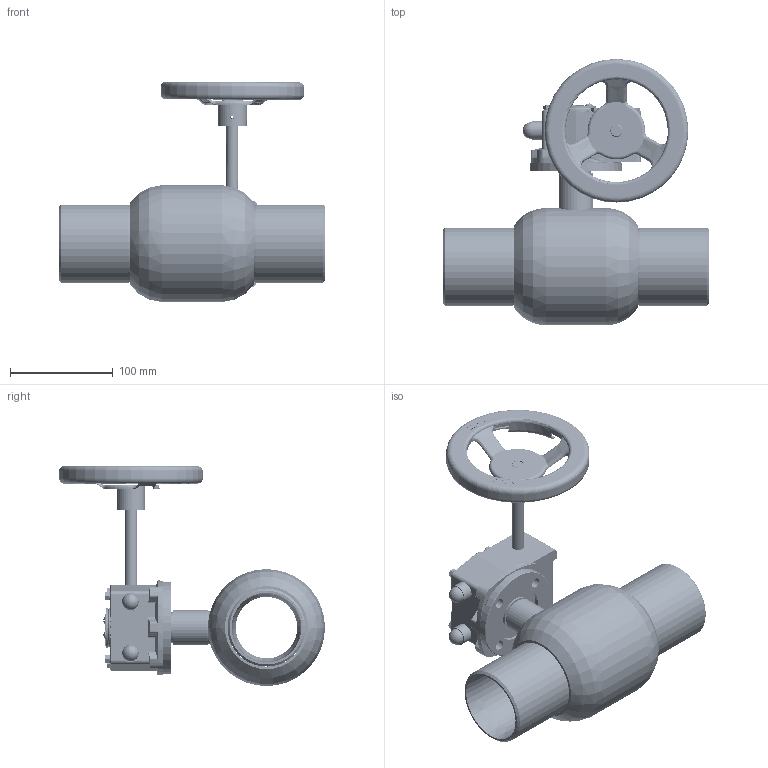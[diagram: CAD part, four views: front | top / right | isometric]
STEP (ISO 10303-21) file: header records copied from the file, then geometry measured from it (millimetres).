
FILE_DESCRIPTION (( 'STEP AP214' ), '1' );
FILE_NAME ('DN65涡轮球阀PN25.STEP', '2023-10-07T07:01:14', ( '' ), ( '' ), 'SwSTEP 2.0', 'SolidWorks 2019', '' );
FILE_SCHEMA (( 'AUTOMOTIVE_DESIGN' ));
Length unit declared in the file: millimetre
Products named in the file (25): 蝶簽.stp; DN65恦謫⑩概PN25; 蹟隊M4-8.stp; AXK1225.stp; 忒謫.stp; 源粣杶.stp; M07恦謫; 65Q61F16C-02; 源蝶輸.stp; 硌尨齪.stp; 65攫; 階M8-35.stp; 恘裝.stp; 65概裝; Q61F-65-5粣杶; 鞠M5-16.stp; 眊极.stp; luomu8.stp; M07.stp; DN65概极; 38-2.65.stp; 粟菜5.stp; 眊裔.stp; 恘謫.stp; 粟种4-28.stp
Assembly tree (42 placements, depth 4):
  DN65恦謫⑩概PN25
    DN65概极
    65Q61F16C-02  x2
    Q61F-65-5粣杶
    65概裝
    65攫
    M07恦謫
      M07.stp
        AXK1225.stp  x2
        38-2.65.stp  x2
        粟菜5.stp  x6
        階M8-35.stp  x2
        蝶簽.stp  x2
        源蝶輸.stp
        源粣杶.stp  x2
        鞠M5-16.stp  x6
        luomu8.stp  x2
        恘裝.stp
        眊裔.stp
        恘謫.stp
        蹟隊M4-8.stp  x2
        粟种4-28.stp
        忒謫.stp
        硌尨齪.stp
        眊极.stp
Bounding box: 260 x 259.15 x 214.58 mm (x, y, z)
Volume: 856463.2 mm3; surface area: 382053.9 mm2
Topology: 40 solids, 40 shells, 3315 faces, 9158 edges, 5971 vertices
Faces by surface type: cylinder 2001, plane 751, cone 242, bspline 202, torus 109, sphere 10
Entity records: 147352 total; most frequent: CARTESIAN_POINT 88953, ORIENTED_EDGE 13434, DIRECTION 9666, EDGE_CURVE 6717, VERTEX_POINT 4387, AXIS2_PLACEMENT_3D 3598, B_SPLINE_CURVE_WITH_KNOTS 2916, EDGE_LOOP 2610
